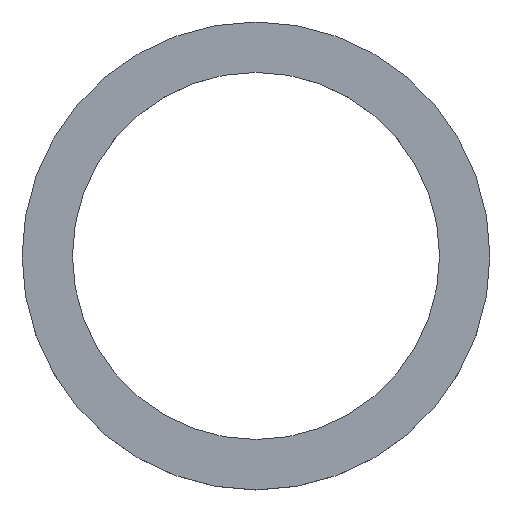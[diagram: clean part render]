
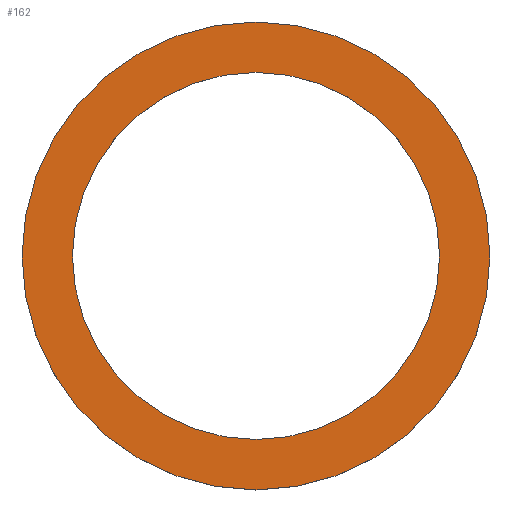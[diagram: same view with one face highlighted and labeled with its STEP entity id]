
A CAD part, top view. The second image highlights one B-rep face of the part: STEP entity #162.
In plain terms, the highlighted planar face has unit normal (0, 0, 1).
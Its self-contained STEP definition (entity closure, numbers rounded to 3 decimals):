
#8 = DIRECTION ( 'NONE',  ( 1., 0., 0. ) ) ;
#26 = DIRECTION ( 'NONE',  ( 0., 0., 1. ) ) ;
#39 = CARTESIAN_POINT ( 'NONE',  ( 0., 0., 0. ) ) ;
#43 = DIRECTION ( 'NONE',  ( -1., 0., 0. ) ) ;
#118 = EDGE_CURVE ( 'NONE', #678, #535, #524, .T. ) ;
#162 = ADVANCED_FACE ( 'NONE', ( #684, #175 ), #402, .F. ) ;
#175 = FACE_OUTER_BOUND ( 'NONE', #285, .T. ) ;
#185 = EDGE_CURVE ( 'NONE', #535, #678, #490, .T. ) ;
#194 = VERTEX_POINT ( 'NONE', #494 ) ;
#240 = AXIS2_PLACEMENT_3D ( 'NONE', #695, #549, #43 ) ;
#285 = EDGE_LOOP ( 'NONE', ( #587, #622 ) ) ;
#287 = AXIS2_PLACEMENT_3D ( 'NONE', #580, #623, #750 ) ;
#314 = EDGE_CURVE ( 'NONE', #636, #194, #424, .T. ) ;
#390 = CARTESIAN_POINT ( 'NONE',  ( 51., 0., 0. ) ) ;
#402 = PLANE ( 'NONE',  #240 ) ;
#424 = CIRCLE ( 'NONE', #751, 51. ) ;
#457 = DIRECTION ( 'NONE',  ( 1., 0., 0. ) ) ;
#461 = CARTESIAN_POINT ( 'NONE',  ( 0., 0., 0. ) ) ;
#490 = CIRCLE ( 'NONE', #287, 65. ) ;
#494 = CARTESIAN_POINT ( 'NONE',  ( -51., 0., 0. ) ) ;
#503 = ORIENTED_EDGE ( 'NONE', *, *, #314, .F. ) ;
#524 = CIRCLE ( 'NONE', #726, 65. ) ;
#535 = VERTEX_POINT ( 'NONE', #770 ) ;
#549 = DIRECTION ( 'NONE',  ( 0., 0., -1. ) ) ;
#554 = CARTESIAN_POINT ( 'NONE',  ( 65., 0., 0. ) ) ;
#574 = EDGE_LOOP ( 'NONE', ( #503, #694 ) ) ;
#580 = CARTESIAN_POINT ( 'NONE',  ( 0., 0., 0. ) ) ;
#581 = EDGE_CURVE ( 'NONE', #194, #636, #582, .T. ) ;
#582 = CIRCLE ( 'NONE', #605, 51. ) ;
#584 = DIRECTION ( 'NONE',  ( 1., 0., 0. ) ) ;
#587 = ORIENTED_EDGE ( 'NONE', *, *, #118, .T. ) ;
#589 = DIRECTION ( 'NONE',  ( 0., 0., 1. ) ) ;
#605 = AXIS2_PLACEMENT_3D ( 'NONE', #39, #26, #8 ) ;
#622 = ORIENTED_EDGE ( 'NONE', *, *, #185, .T. ) ;
#623 = DIRECTION ( 'NONE',  ( 0., 0., 1. ) ) ;
#628 = CARTESIAN_POINT ( 'NONE',  ( 0., 0., 0. ) ) ;
#636 = VERTEX_POINT ( 'NONE', #390 ) ;
#678 = VERTEX_POINT ( 'NONE', #554 ) ;
#684 = FACE_BOUND ( 'NONE', #574, .T. ) ;
#694 = ORIENTED_EDGE ( 'NONE', *, *, #581, .F. ) ;
#695 = CARTESIAN_POINT ( 'NONE',  ( 0., 51., 0. ) ) ;
#726 = AXIS2_PLACEMENT_3D ( 'NONE', #461, #747, #457 ) ;
#747 = DIRECTION ( 'NONE',  ( 0., 0., 1. ) ) ;
#750 = DIRECTION ( 'NONE',  ( 1., 0., 0. ) ) ;
#751 = AXIS2_PLACEMENT_3D ( 'NONE', #628, #589, #584 ) ;
#770 = CARTESIAN_POINT ( 'NONE',  ( -65., 0., 0. ) ) ;
